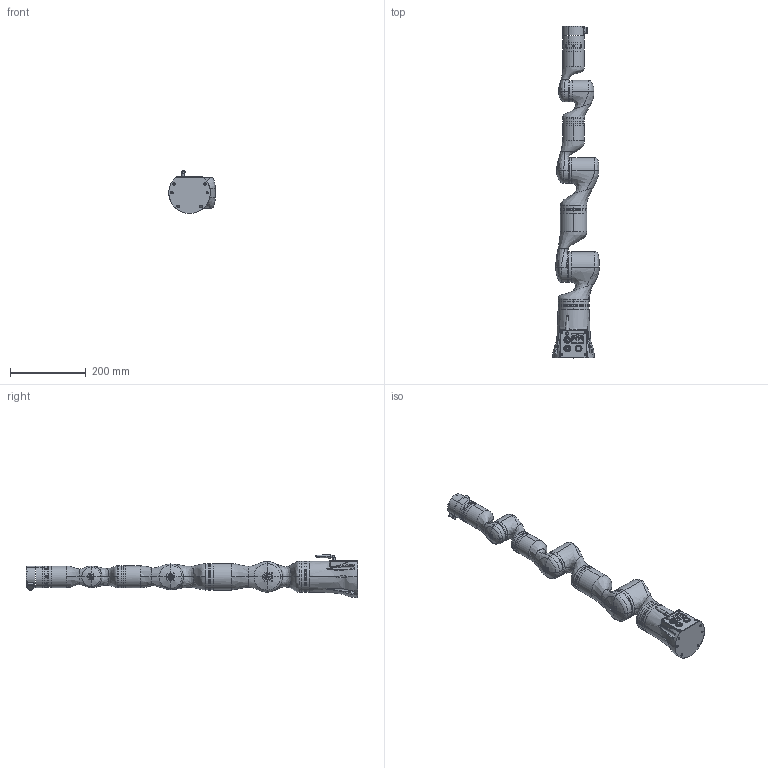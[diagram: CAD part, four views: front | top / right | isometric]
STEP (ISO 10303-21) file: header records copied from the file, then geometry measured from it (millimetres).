
FILE_DESCRIPTION (( 'STEP AP214' ), '1' );
FILE_NAME ('RM65-6F 源偶珨.STEP', '2022-11-14T05:10:55', ( '' ), ( '' ), 'SwSTEP 2.0', 'SolidWorks 2018', '' );
FILE_SCHEMA (( 'AUTOMOTIVE_DESIGN' ));
Length unit declared in the file: millimetre
Products named in the file (9): 蟀裝6; 蟀裝4; 蟀裝2; 蟀裝7; 蟀裝1; 鞠峎薯--載蜊20221108; RM65-6F 源偶珨; 蟀裝5; 蟀裝3
Assembly tree (8 placements, depth 2):
  RM65-6F 源偶珨
    蟀裝1
    蟀裝2
    蟀裝3
    蟀裝4
    蟀裝5
    蟀裝6
    蟀裝7
    鞠峎薯--載蜊20221108
Bounding box: 123 x 879 x 114.3 mm (x, y, z)
Volume: 3190911 mm3; surface area: 337860.4 mm2
Topology: 10 solids, 10 shells, 896 faces, 2252 edges, 1451 vertices
Faces by surface type: plane 288, cylinder 277, bspline 274, torus 31, cone 26
Entity records: 93343 total; most frequent: CARTESIAN_POINT 70820, ORIENTED_EDGE 4454, DIRECTION 3341, EDGE_CURVE 2227, VERTEX_POINT 1451, AXIS2_PLACEMENT_3D 1242, EDGE_LOOP 1026, FACE_OUTER_BOUND 896
